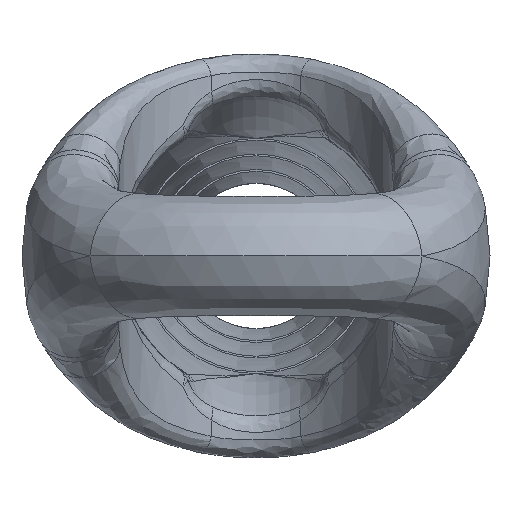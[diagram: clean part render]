
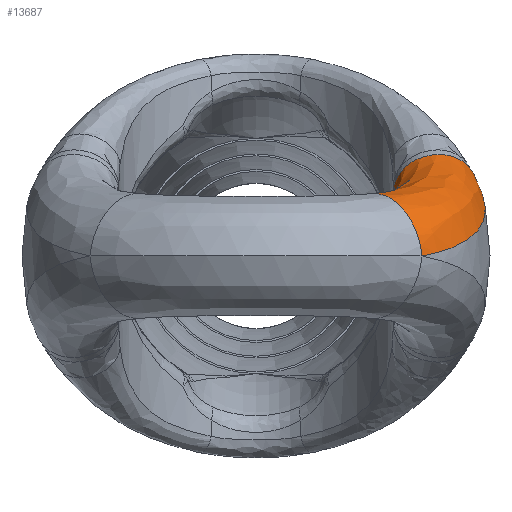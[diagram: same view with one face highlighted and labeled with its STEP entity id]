
A CAD part, front view. The second image highlights one B-rep face of the part: STEP entity #13687.
In plain terms, the highlighted free-form (B-spline) face has degree [3, 3] with [7, 11] control points.
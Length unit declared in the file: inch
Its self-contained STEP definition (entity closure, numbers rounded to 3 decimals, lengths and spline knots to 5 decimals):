
#178=CARTESIAN_POINT('',(1.84243,1.75347,0.84441));
#179=CARTESIAN_POINT('',(1.83659,1.64298,0.74064));
#180=CARTESIAN_POINT('',(1.80482,1.42458,0.55609));
#181=CARTESIAN_POINT('',(1.70486,1.12258,0.34754));
#182=CARTESIAN_POINT('',(1.55799,0.84623,0.1912));
#183=CARTESIAN_POINT('',(1.36592,0.59692,0.07627));
#184=CARTESIAN_POINT('',(1.2067,0.45095,0.02216));
#185=CARTESIAN_POINT('',(1.12098,0.38538,
-0.00003));
#187=CARTESIAN_POINT('',(2.39936,1.80538,0.90256));
#188=DIRECTION('',(-0.135,0.808,0.573));
#189=DIRECTION('',(-0.99,-0.092,-0.103));
#190=AXIS2_PLACEMENT_3D('',#187,#188,#189);
#192=CARTESIAN_POINT('',(2.94682,1.80571,1.03116));
#193=CARTESIAN_POINT('',(2.9964,1.67678,0.94635));
#194=CARTESIAN_POINT('',(3.06921,1.40209,0.78297));
#195=CARTESIAN_POINT('',(3.09258,0.9522,0.5628));
#196=CARTESIAN_POINT('',(3.0242,0.47851,0.37187));
#197=CARTESIAN_POINT('',(2.8596,-0.00127,
0.21332));
#198=CARTESIAN_POINT('',(2.59773,-0.46598,
0.08808));
#199=CARTESIAN_POINT('',(2.36138,-0.74982,
0.02624));
#200=CARTESIAN_POINT('',(2.22966,-0.8814,
-0.00001));
#212=CARTESIAN_POINT('',(1.67404,-0.24916,
0.00745));
#213=DIRECTION('',(0.745,0.652,0.139));
#214=DIRECTION('',(-0.657,0.753,-0.009));
#215=AXIS2_PLACEMENT_3D('',#212,#213,#214);
#11385=VERTEX_POINT('',#178);
#11386=VERTEX_POINT('',#185);
#11387=VERTEX_POINT('',#192);
#11388=VERTEX_POINT('',#200);
#13602=CARTESIAN_POINT('',(2.94737,1.90518,
0.93706));
#13603=CARTESIAN_POINT('',(2.98916,1.80154,
0.86943));
#13604=CARTESIAN_POINT('',(3.05667,1.58046,
0.73833));
#13605=CARTESIAN_POINT('',(3.10284,1.21885,
0.55945));
#13606=CARTESIAN_POINT('',(3.09006,0.83707,
0.40097));
#13607=CARTESIAN_POINT('',(3.0163,0.44615,
0.26429));
#13608=CARTESIAN_POINT('',(2.88077,0.05637,
0.14947));
#13609=CARTESIAN_POINT('',(2.68427,-0.3215,
0.05571));
#13610=CARTESIAN_POINT('',(2.45476,-0.64092,
-0.01098));
#13611=CARTESIAN_POINT('',(2.28443,-0.82551,
-0.0444));
#13612=CARTESIAN_POINT('',(2.20985,-0.89861,
-0.05693));
#13613=CARTESIAN_POINT('',(2.96612,1.70605,1.21963));
#13614=CARTESIAN_POINT('',(3.00193,1.60095,1.16616));
#13615=CARTESIAN_POINT('',(3.05702,1.38035,1.06289));
#13616=CARTESIAN_POINT('',(3.08605,1.02881,
0.92328));
#13617=CARTESIAN_POINT('',(3.05977,0.66424,
0.80083));
#13618=CARTESIAN_POINT('',(2.97755,0.29505,
0.69644));
#13619=CARTESIAN_POINT('',(2.83897,-0.07132,
0.6099));
#13620=CARTESIAN_POINT('',(2.64433,-0.4267,
0.54042));
#13621=CARTESIAN_POINT('',(2.41978,-0.72854,
0.4921));
#13622=CARTESIAN_POINT('',(2.25353,-0.90405,
0.46849));
#13623=CARTESIAN_POINT('',(2.1807,-0.97374,
0.45973));
#13624=CARTESIAN_POINT('',(2.72835,1.53298,1.4023));
#13625=CARTESIAN_POINT('',(2.74974,1.4358,1.36044));
#13626=CARTESIAN_POINT('',(2.77775,1.23612,1.28023));
#13627=CARTESIAN_POINT('',(2.77476,0.92904,
1.17367));
#13628=CARTESIAN_POINT('',(2.72716,0.61876,
1.0817));
#13629=CARTESIAN_POINT('',(2.63567,0.31016,
1.00465));
#13630=CARTESIAN_POINT('',(2.5003,0.00709,
0.94204));
#13631=CARTESIAN_POINT('',(2.32098,-0.28568,
0.89307));
#13632=CARTESIAN_POINT('',(2.1202,-0.53454,
0.86021));
#13633=CARTESIAN_POINT('',(1.97343,-0.67975,
0.8448));
#13634=CARTESIAN_POINT('',(1.90933,-0.73752,
0.8392));
#13635=CARTESIAN_POINT('',(2.38575,1.4964,1.36854));
#13636=CARTESIAN_POINT('',(2.39348,1.41143,1.32832));
#13637=CARTESIAN_POINT('',(2.39703,1.23977,1.2517));
#13638=CARTESIAN_POINT('',(2.36755,0.98319,
1.15089));
#13639=CARTESIAN_POINT('',(2.30442,0.72966,
1.0644));
#13640=CARTESIAN_POINT('',(2.20876,0.48184,
0.9923));
#13641=CARTESIAN_POINT('',(2.08081,0.24158,
0.93402));
#13642=CARTESIAN_POINT('',(1.92051,0.01159,
0.88868));
#13643=CARTESIAN_POINT('',(1.74713,-0.18269,
0.85851));
#13644=CARTESIAN_POINT('',(1.62282,-0.29571,
0.84448));
#13645=CARTESIAN_POINT('',(1.56887,-0.34063,
0.8394));
#13646=CARTESIAN_POINT('',(2.04314,1.45981,1.33478));
#13647=CARTESIAN_POINT('',(2.03722,1.38707,1.29619));
#13648=CARTESIAN_POINT('',(2.0163,1.24342,1.22317));
#13649=CARTESIAN_POINT('',(1.96034,1.03734,1.12811));
#13650=CARTESIAN_POINT('',(1.88167,0.84055,
1.0471));
#13651=CARTESIAN_POINT('',(1.78185,0.65351,
0.97996));
#13652=CARTESIAN_POINT('',(1.66132,0.47607,
0.92599));
#13653=CARTESIAN_POINT('',(1.52003,0.30887,
0.88429));
#13654=CARTESIAN_POINT('',(1.37406,0.16917,
0.85681));
#13655=CARTESIAN_POINT('',(1.27221,0.08834,
0.84415));
#13656=CARTESIAN_POINT('',(1.2284,0.05627,
0.83959));
#13657=CARTESIAN_POINT('',(1.81427,1.58304,1.10612));
#13658=CARTESIAN_POINT('',(1.80415,1.51904,1.05817));
#13659=CARTESIAN_POINT('',(1.777,1.39262,
0.96697));
#13660=CARTESIAN_POINT('',(1.71698,1.21087,
0.84669));
#13661=CARTESIAN_POINT('',(1.63847,1.03707,
0.74267));
#13662=CARTESIAN_POINT('',(1.54226,0.87224,
0.65495));
#13663=CARTESIAN_POINT('',(1.42862,0.71705,
0.58291));
#13664=CARTESIAN_POINT('',(1.2979,0.57276,
0.52567));
#13665=CARTESIAN_POINT('',(1.1655,0.45442,
0.48639));
#13666=CARTESIAN_POINT('',(1.07476,0.38713,
0.46739));
#13667=CARTESIAN_POINT('',(1.03604,0.36063,
0.46039));
#13668=CARTESIAN_POINT('',(1.84513,1.78747,
0.82843));
#13669=CARTESIAN_POINT('',(1.84296,1.72316,
0.76609));
#13670=CARTESIAN_POINT('',(1.83177,1.5922,
0.64654));
#13671=CARTESIAN_POINT('',(1.79273,1.39307,
0.48616));
#13672=CARTESIAN_POINT('',(1.72996,1.19384,
0.34531));
#13673=CARTESIAN_POINT('',(1.64283,0.99848,
0.22459));
#13674=CARTESIAN_POINT('',(1.53116,0.81079,
0.12364));
#13675=CARTESIAN_POINT('',(1.39582,0.63492,
0.04159));
#13676=CARTESIAN_POINT('',(1.25449,0.4911,
-0.01645));
#13677=CARTESIAN_POINT('',(1.15643,0.41006,
-0.04545));
#13678=CARTESIAN_POINT('',(1.11449,0.3783,
-0.05631));
#13679=(BOUNDED_SURFACE()B_SPLINE_SURFACE(3,3,((#13602,#13603,#13604,#13605,
#13606,#13607,#13608,#13609,#13610,#13611,#13612),(#13613,#13614,#13615,#13616,
#13617,#13618,#13619,#13620,#13621,#13622,#13623),(#13624,#13625,#13626,#13627,
#13628,#13629,#13630,#13631,#13632,#13633,#13634),(#13635,#13636,#13637,#13638,
#13639,#13640,#13641,#13642,#13643,#13644,#13645),(#13646,#13647,#13648,#13649,
#13650,#13651,#13652,#13653,#13654,#13655,#13656),(#13657,#13658,#13659,#13660,
#13661,#13662,#13663,#13664,#13665,#13666,#13667),(#13668,#13669,#13670,#13671,
#13672,#13673,#13674,#13675,#13676,#13677,#13678)),.UNSPECIFIED.,.F.,.F.,.F.)B_SPLINE_SURFACE_WITH_KNOTS((4,3,4),(4,1,1,1,1,1,1,1,4),(0.,1.,2.),(
0.00082,0.12227,0.24452,0.36663,
0.49009,0.61498,0.74131,0.86982,
0.96117),.UNSPECIFIED.)GEOMETRIC_REPRESENTATION_ITEM()RATIONAL_B_SPLINE_SURFACE(((1.19,1.19,1.19,1.19,
1.19,1.19,1.19,1.19,
1.19,1.19,1.19),(0.937,
0.937,0.937,0.937,0.937,
0.937,0.937,0.937,0.937,
0.937,0.937),(0.937,0.937,
0.937,0.937,0.937,0.937,
0.937,0.937,0.937,0.937,
0.937),(1.19,1.19,1.19,
1.19,1.19,1.19,1.19,
1.19,1.19,1.19,1.19),(
0.937,0.937,0.937,0.937,
0.937,0.937,0.937,0.937,
0.937,0.937,0.937),(0.937,
0.937,0.937,0.937,0.937,
0.937,0.937,0.937,0.937,
0.937,0.937),(1.19,1.19,
1.19,1.19,1.19,1.19,
1.19,1.19,1.19,1.19,
1.19)))REPRESENTATION_ITEM('')SURFACE());
#13680=ORIENTED_EDGE('',*,*,#13560,.F.);
#13681=ORIENTED_EDGE('',*,*,#13596,.T.);
#13682=ORIENTED_EDGE('',*,*,#13128,.T.);
#13684=ORIENTED_EDGE('',*,*,#13683,.F.);
#13685=EDGE_LOOP('',(#13680,#13681,#13682,#13684));
#13686=FACE_OUTER_BOUND('',#13685,.F.);
#13687=ADVANCED_FACE('',(#13686),#13679,.T.);
#186=B_SPLINE_CURVE_WITH_KNOTS('',3,(#178,#179,#180,#181,#182,#183,#184,#185),
.UNSPECIFIED.,.F.,.F.,(4,1,1,1,1,4),(0.,0.2,0.4,0.6,0.8,1.),
.UNSPECIFIED.);
#191=CIRCLE('',#190,0.56236);
#201=B_SPLINE_CURVE_WITH_KNOTS('',3,(#192,#193,#194,#195,#196,#197,#198,#199,
#200),.UNSPECIFIED.,.F.,.F.,(4,1,1,1,1,1,4),(0.,0.16667,
0.33333,0.5,0.66667,0.83333,1.),
.UNSPECIFIED.);
#216=CIRCLE('',#215,0.84179);
#13128=EDGE_CURVE('',#11387,#11388,#201,.T.);
#13560=EDGE_CURVE('',#11385,#11386,#186,.T.);
#13596=EDGE_CURVE('',#11385,#11387,#191,.T.);
#13683=EDGE_CURVE('',#11386,#11388,#216,.T.);
